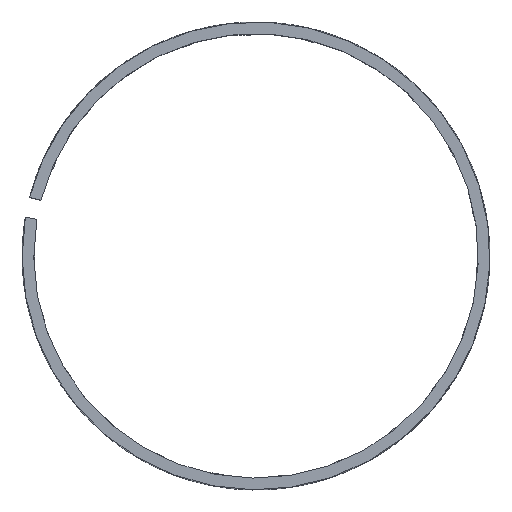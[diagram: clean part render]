
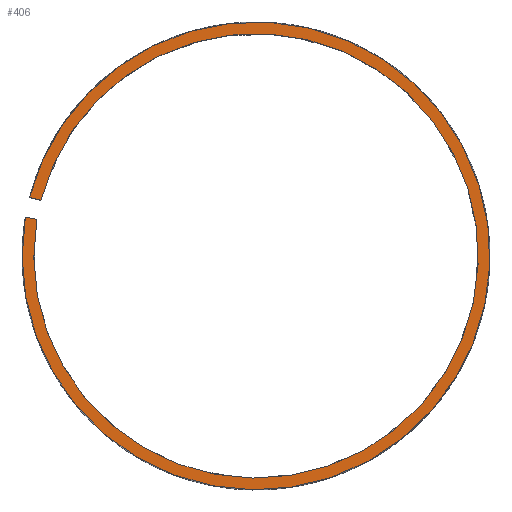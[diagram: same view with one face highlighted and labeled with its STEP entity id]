
A CAD part, top view. The second image highlights one B-rep face of the part: STEP entity #406.
In plain terms, the highlighted planar face has unit normal (0, 0, 1).
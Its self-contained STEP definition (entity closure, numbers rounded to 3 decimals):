
#406 = ADVANCED_FACE( '', ( #899 ), #900, .T. );
#899 = FACE_OUTER_BOUND( '', #1476, .T. );
#900 = PLANE( '', #1477 );
#1476 = EDGE_LOOP( '', ( #2609, #2610, #2611, #2612 ) );
#1477 = AXIS2_PLACEMENT_3D( '', #2613, #2614, #2615 );
#2609 = ORIENTED_EDGE( '', *, *, #3918, .T. );
#2610 = ORIENTED_EDGE( '', *, *, #3867, .T. );
#2611 = ORIENTED_EDGE( '', *, *, #3919, .T. );
#2612 = ORIENTED_EDGE( '', *, *, #3920, .F. );
#2613 = CARTESIAN_POINT( '', ( 0., 0., 6.001 ) );
#2614 = DIRECTION( '', ( 0., 0., 1. ) );
#2615 = DIRECTION( '', ( 1., 0., 0. ) );
#3867 = EDGE_CURVE( '', #4775, #4773, #4776, .T. );
#3918 = EDGE_CURVE( '', #4842, #4775, #4843, .T. );
#3919 = EDGE_CURVE( '', #4773, #4844, #4845, .T. );
#3920 = EDGE_CURVE( '', #4842, #4844, #4846, .T. );
#4773 = VERTEX_POINT( '', #5799 );
#4775 = VERTEX_POINT( '', #5802 );
#4776 = CIRCLE( '', #5803, 23.335 );
#4842 = VERTEX_POINT( '', #5876 );
#4843 = LINE( '', #5877, #5878 );
#4844 = VERTEX_POINT( '', #5879 );
#4845 = LINE( '', #5880, #5881 );
#4846 = CIRCLE( '', #5882, 22.168 );
#5799 = CARTESIAN_POINT( '', ( -22.592, 5.843, 6.001 ) );
#5802 = CARTESIAN_POINT( '', ( -23.015, 3.851, 6.001 ) );
#5803 = AXIS2_PLACEMENT_3D( '', #6958, #6959, #6960 );
#5876 = CARTESIAN_POINT( '', ( -21.864, 3.659, 6.001 ) );
#5877 = CARTESIAN_POINT( '', ( -21.864, 3.659, 6.001 ) );
#5878 = VECTOR( '', #7049, 1000. );
#5879 = CARTESIAN_POINT( '', ( -21.462, 5.55, 6.001 ) );
#5880 = CARTESIAN_POINT( '', ( -22.592, 5.843, 6.001 ) );
#5881 = VECTOR( '', #7050, 1000. );
#5882 = AXIS2_PLACEMENT_3D( '', #7051, #7052, #7053 );
#6958 = CARTESIAN_POINT( '', ( 0., 0., 6.001 ) );
#6959 = DIRECTION( '', ( 0., 0., 1. ) );
#6960 = DIRECTION( '', ( 1., 0., 0. ) );
#7049 = DIRECTION( '', ( -0.986, 0.165, 0. ) );
#7050 = DIRECTION( '', ( 0.968, -0.25, 0. ) );
#7051 = CARTESIAN_POINT( '', ( 0., 0., 6.001 ) );
#7052 = DIRECTION( '', ( 0., 0., 1. ) );
#7053 = DIRECTION( '', ( 1., 0., 0. ) );
